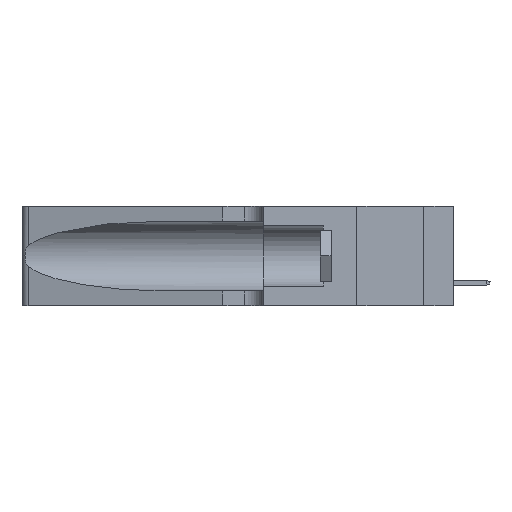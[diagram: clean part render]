
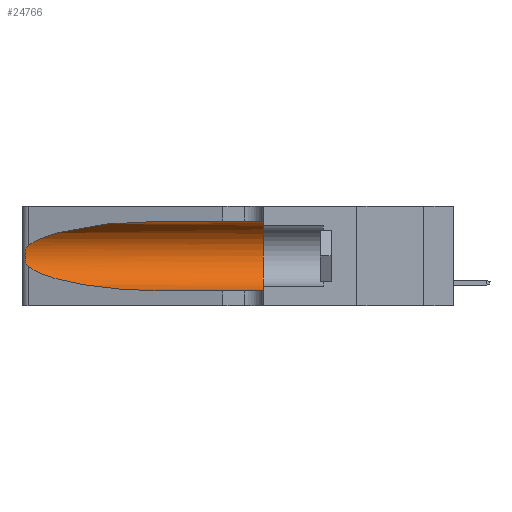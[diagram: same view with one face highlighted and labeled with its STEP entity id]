
A CAD part, left-side view. The second image highlights one B-rep face of the part: STEP entity #24766.
In plain terms, the highlighted cylindrical face has radius 3.308 mm (diameter 6.617 mm), a partial arc.
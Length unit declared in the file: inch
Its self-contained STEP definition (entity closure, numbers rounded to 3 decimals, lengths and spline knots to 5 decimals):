
#175 = VECTOR ( 'NONE', #24427, 39.37008 ) ;
#238 = CARTESIAN_POINT ( 'NONE',  ( 0.25639, 1.23186, 0.15144 ) ) ;
#493 = DIRECTION ( 'NONE',  ( 0., -1., 0. ) ) ;
#793 = CARTESIAN_POINT ( 'NONE',  ( 0.25555, 1.22994, 0.2215 ) ) ;
#1047 = VERTEX_POINT ( 'NONE', #10788 ) ;
#1257 = EDGE_CURVE ( 'NONE', #31114, #37168, #27299, .T. ) ;
#1440 = CARTESIAN_POINT ( 'NONE',  ( 0.1305, 0.35, 0.185 ) ) ;
#3226 = CARTESIAN_POINT ( 'NONE',  ( 0.1305, 0.72297, 0.05475 ) ) ;
#3619 = CARTESIAN_POINT ( 'NONE',  ( 0.25487, 1.22718, 0.14631 ) ) ;
#3627 = ORIENTED_EDGE ( 'NONE', *, *, #33987, .T. ) ;
#4942 = ORIENTED_EDGE ( 'NONE', *, *, #19712, .T. ) ;
#5071 = CARTESIAN_POINT ( 'NONE',  ( 0.1305, 1.61858, 0.05475 ) ) ;
#5235 = EDGE_LOOP ( 'NONE', ( #9537, #3627, #4942, #8572, #10338, #24350 ) ) ;
#6354 = CARTESIAN_POINT ( 'NONE',  ( 0.25487, 1.22718, 0.14631 ) ) ;
#6997 = CARTESIAN_POINT ( 'NONE',  ( 0.1305, 0.35, 0.31525 ) ) ;
#8572 = ORIENTED_EDGE ( 'NONE', *, *, #12943, .T. ) ;
#9103 = FACE_OUTER_BOUND ( 'NONE', #5235, .T. ) ;
#9410 = CARTESIAN_POINT ( 'NONE',  ( 0.26017, 1.23833, 0.17102 ) ) ;
#9537 = ORIENTED_EDGE ( 'NONE', *, *, #31831, .T. ) ;
#9559 = CARTESIAN_POINT ( 'NONE',  ( 0.1305, 0.72297, 0.05475 ) ) ;
#10338 = ORIENTED_EDGE ( 'NONE', *, *, #17414, .F. ) ;
#10788 = CARTESIAN_POINT ( 'NONE',  ( 0.25487, 1.22718, 0.14631 ) ) ;
#10966 = CARTESIAN_POINT ( 'NONE',  ( 0.1305, 0.72297, 0.31525 ) ) ;
#12153 = CYLINDRICAL_SURFACE ( 'NONE', #12197, 0.13025 ) ;
#12197 = AXIS2_PLACEMENT_3D ( 'NONE', #29502, #493, #27018 ) ;
#12411 = CARTESIAN_POINT ( 'NONE',  ( 0.18966, 0.96281, 0.05475 ) ) ;
#12708 = VERTEX_POINT ( 'NONE', #20742 ) ;
#12943 = EDGE_CURVE ( 'NONE', #35401, #16126, #16159, .T. ) ;
#16126 = VERTEX_POINT ( 'NONE', #16685 ) ;
#16159 = LINE ( 'NONE', #5071, #35378 ) ;
#16685 = CARTESIAN_POINT ( 'NONE',  ( 0.1305, 0.35, 0.05475 ) ) ;
#17154 = CARTESIAN_POINT ( 'NONE',  ( 0.2373, 1.15595, 0.28018 ) ) ;
#17414 = EDGE_CURVE ( 'NONE', #37168, #16126, #30141, .T. ) ;
#18359 = CARTESIAN_POINT ( 'NONE',  ( 0.25856, 1.23593, 0.16098 ) ) ;
#18562 = AXIS2_PLACEMENT_3D ( 'NONE', #1440, #24907, #28349 ) ;
#18678 = CARTESIAN_POINT ( 'NONE',  ( 0.2373, 1.15595, 0.08982 ) ) ;
#19712 = EDGE_CURVE ( 'NONE', #1047, #35401, #24380, .T. ) ;
#20742 = CARTESIAN_POINT ( 'NONE',  ( 0.25487, 1.22718, 0.22369 ) ) ;
#21849 = DIRECTION ( 'NONE',  ( 0., -1., 0. ) ) ;
#23176 =( BOUNDED_CURVE ( )  B_SPLINE_CURVE ( 3, ( #37705, #23233, #17154, #23405 ),
 .UNSPECIFIED., .F., .T. ) 
 B_SPLINE_CURVE_WITH_KNOTS ( ( 4, 4 ),
 ( 1.5708, 2.84003 ),
 .UNSPECIFIED. ) 
 CURVE ( )  GEOMETRIC_REPRESENTATION_ITEM ( )  RATIONAL_B_SPLINE_CURVE ( ( 1., 0.87, 0.87, 1. ) ) 
 REPRESENTATION_ITEM ( '' )  );
#23233 = CARTESIAN_POINT ( 'NONE',  ( 0.18966, 0.96281, 0.31525 ) ) ;
#23405 = CARTESIAN_POINT ( 'NONE',  ( 0.25487, 1.22718, 0.22369 ) ) ;
#23507 = CARTESIAN_POINT ( 'NONE',  ( 0.26018, 1.23835, 0.19895 ) ) ;
#23686 = CARTESIAN_POINT ( 'NONE',  ( 0.25639, 1.23184, 0.21858 ) ) ;
#24248 = CARTESIAN_POINT ( 'NONE',  ( 0.26075, 1.23896, 0.178 ) ) ;
#24350 = ORIENTED_EDGE ( 'NONE', *, *, #1257, .F. ) ;
#24380 =( BOUNDED_CURVE ( )  B_SPLINE_CURVE ( 3, ( #3619, #18678, #12411, #9559 ),
 .UNSPECIFIED., .F., .F. ) 
 B_SPLINE_CURVE_WITH_KNOTS ( ( 4, 4 ),
 ( 3.44316, 4.71239 ),
 .UNSPECIFIED. ) 
 CURVE ( )  GEOMETRIC_REPRESENTATION_ITEM ( )  RATIONAL_B_SPLINE_CURVE ( ( 1., 0.87, 0.87, 1. ) ) 
 REPRESENTATION_ITEM ( '' )  );
#24427 = DIRECTION ( 'NONE',  ( 0., -1., 0. ) ) ;
#24766 = ADVANCED_FACE ( 'NONE', ( #9103 ), #12153, .F. ) ;
#24907 = DIRECTION ( 'NONE',  ( 0., 1., 0. ) ) ;
#26380 = CARTESIAN_POINT ( 'NONE',  ( 0.25854, 1.2359, 0.20912 ) ) ;
#26724 = CARTESIAN_POINT ( 'NONE',  ( 0.1305, 1.61858, 0.31525 ) ) ;
#26942 = CARTESIAN_POINT ( 'NONE',  ( 0.25789, 1.23486, 0.15765 ) ) ;
#27018 = DIRECTION ( 'NONE',  ( 0., 0., -1. ) ) ;
#27299 = LINE ( 'NONE', #26724, #175 ) ;
#28349 = DIRECTION ( 'NONE',  ( 0., 0., 1. ) ) ;
#29425 = CARTESIAN_POINT ( 'NONE',  ( 0.26075, 1.23896, 0.19203 ) ) ;
#29502 = CARTESIAN_POINT ( 'NONE',  ( 0.1305, 1.61858, 0.185 ) ) ;
#29993 = CARTESIAN_POINT ( 'NONE',  ( 0.25787, 1.23484, 0.2124 ) ) ;
#30141 = CIRCLE ( 'NONE', #18562, 0.13025 ) ;
#31114 = VERTEX_POINT ( 'NONE', #10966 ) ;
#31831 = EDGE_CURVE ( 'NONE', #31114, #12708, #23176, .T. ) ;
#33987 = EDGE_CURVE ( 'NONE', #12708, #1047, #34602, .T. ) ;
#34602 = B_SPLINE_CURVE_WITH_KNOTS ( 'NONE', 3,
 ( #35524, #793, #23686, #29993, #26380, #23507, #29425, #24248, #9410, #18359, #26942, #238, #35333, #6354 ),
 .UNSPECIFIED., .F., .F.,
 ( 4, 2, 2, 2, 2, 2, 4 ),
 ( 0., 0.00027, 0.00053, 0.00107, 0.0016, 0.00187, 0.00214 ),
 .UNSPECIFIED. ) ;
#35333 = CARTESIAN_POINT ( 'NONE',  ( 0.25555, 1.22993, 0.14849 ) ) ;
#35378 = VECTOR ( 'NONE', #21849, 39.37008 ) ;
#35401 = VERTEX_POINT ( 'NONE', #3226 ) ;
#35524 = CARTESIAN_POINT ( 'NONE',  ( 0.25487, 1.22718, 0.22369 ) ) ;
#37168 = VERTEX_POINT ( 'NONE', #6997 ) ;
#37705 = CARTESIAN_POINT ( 'NONE',  ( 0.1305, 0.72297, 0.31525 ) ) ;
